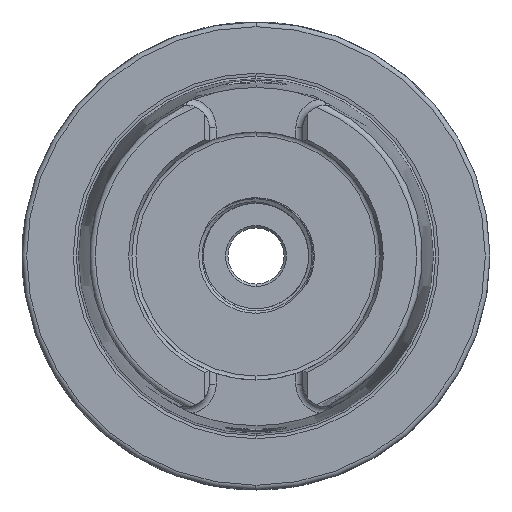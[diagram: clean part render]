
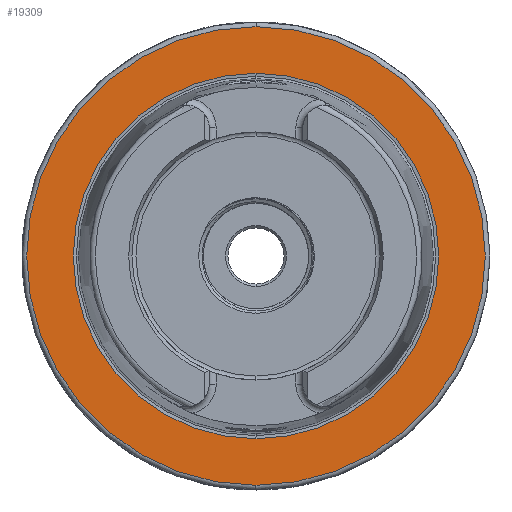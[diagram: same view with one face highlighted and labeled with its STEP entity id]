
A CAD part, left-side view. The second image highlights one B-rep face of the part: STEP entity #19309.
In plain terms, the highlighted planar face has unit normal (-1, 0, 0).
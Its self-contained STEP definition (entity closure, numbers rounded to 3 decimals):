
#1340 = PLANE ( 'NONE',  #42128 ) ;
#1341 = CARTESIAN_POINT ( 'NONE',  ( 0., 39.054, 0. ) ) ;
#1342 = DIRECTION ( 'NONE',  ( -1., 0., 0. ) ) ;
#1343 = DIRECTION ( 'NONE',  ( 0., 0., 1. ) ) ;
#4449 = AXIS2_PLACEMENT_3D ( 'NONE', #35112, #35113, #35114 ) ;
#4452 = AXIS2_PLACEMENT_3D ( 'NONE', #35115, #35116, #35117 ) ;
#4495 = AXIS2_PLACEMENT_3D ( 'NONE', #36603, #36604, #36605 ) ;
#4496 = AXIS2_PLACEMENT_3D ( 'NONE', #36552, #36553, #36554 ) ;
#7326 = EDGE_CURVE ( 'NONE', #8484, #8712, #8210, .T. ) ;
#7327 = EDGE_CURVE ( 'NONE', #8501, #8598, #8211, .T. ) ;
#7438 = EDGE_CURVE ( 'NONE', #8598, #8501, #8249, .T. ) ;
#7446 = EDGE_CURVE ( 'NONE', #8712, #8484, #8253, .T. ) ;
#7578 = EDGE_LOOP ( 'NONE', ( #7937, #7633 ) ) ;
#7633 = ORIENTED_EDGE ( 'NONE', *, *, #7326, .T. ) ;
#7787 = EDGE_LOOP ( 'NONE', ( #7927, #7820 ) ) ;
#7820 = ORIENTED_EDGE ( 'NONE', *, *, #7327, .T. ) ;
#7927 = ORIENTED_EDGE ( 'NONE', *, *, #7438, .T. ) ;
#7937 = ORIENTED_EDGE ( 'NONE', *, *, #7446, .T. ) ;
#8210 = CIRCLE ( 'NONE', #4449, 39.054 ) ;
#8211 = CIRCLE ( 'NONE', #4452, 49. ) ;
#8249 = CIRCLE ( 'NONE', #4496, 49. ) ;
#8253 = CIRCLE ( 'NONE', #4495, 39.054 ) ;
#8484 = VERTEX_POINT ( 'NONE', #39241 ) ;
#8501 = VERTEX_POINT ( 'NONE', #39258 ) ;
#8598 = VERTEX_POINT ( 'NONE', #39355 ) ;
#8712 = VERTEX_POINT ( 'NONE', #39469 ) ;
#19309 = ADVANCED_FACE ( 'NONE', ( #42123, #42126 ), #1340, .T. ) ;
#35112 = CARTESIAN_POINT ( 'NONE',  ( 0., 0., 0. ) ) ;
#35113 = DIRECTION ( 'NONE',  ( 1., 0., 0. ) ) ;
#35114 = DIRECTION ( 'NONE',  ( 0., 0., -1. ) ) ;
#35115 = CARTESIAN_POINT ( 'NONE',  ( 0., 0., 0. ) ) ;
#35116 = DIRECTION ( 'NONE',  ( -1., 0., 0. ) ) ;
#35117 = DIRECTION ( 'NONE',  ( 0., 0., 1. ) ) ;
#36552 = CARTESIAN_POINT ( 'NONE',  ( 0., 0., 0. ) ) ;
#36553 = DIRECTION ( 'NONE',  ( -1., 0., 0. ) ) ;
#36554 = DIRECTION ( 'NONE',  ( 0., 0., 1. ) ) ;
#36603 = CARTESIAN_POINT ( 'NONE',  ( 0., 0., 0. ) ) ;
#36604 = DIRECTION ( 'NONE',  ( 1., 0., 0. ) ) ;
#36605 = DIRECTION ( 'NONE',  ( 0., 0., -1. ) ) ;
#39241 = CARTESIAN_POINT ( 'NONE',  ( 0., 0., -39.054 ) ) ;
#39258 = CARTESIAN_POINT ( 'NONE',  ( 0., 0., -49. ) ) ;
#39355 = CARTESIAN_POINT ( 'NONE',  ( 0., 0., 49. ) ) ;
#39469 = CARTESIAN_POINT ( 'NONE',  ( 0., 0., 39.054 ) ) ;
#42123 = FACE_OUTER_BOUND ( 'NONE', #7787, .T. ) ;
#42126 = FACE_BOUND ( 'NONE', #7578, .T. ) ;
#42128 = AXIS2_PLACEMENT_3D ( 'NONE', #1341, #1342, #1343 ) ;
